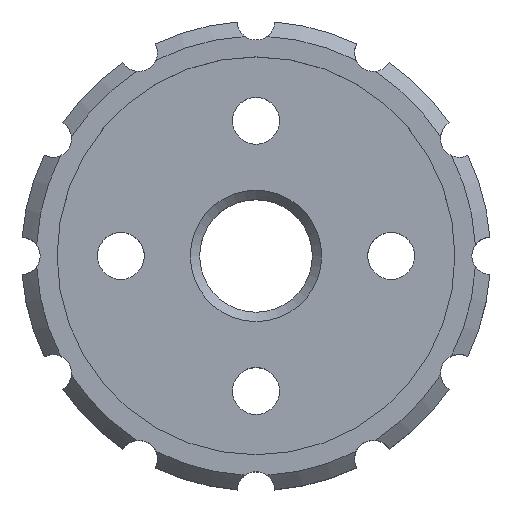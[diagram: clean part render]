
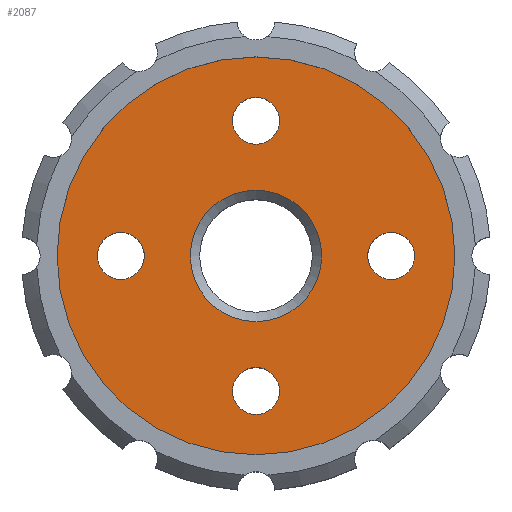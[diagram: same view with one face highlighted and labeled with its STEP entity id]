
A CAD part, top view. The second image highlights one B-rep face of the part: STEP entity #2087.
In plain terms, the highlighted planar face has unit normal (0, 0, 1).
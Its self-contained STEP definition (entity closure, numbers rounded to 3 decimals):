
#21=FACE_BOUND('',#611,.T.);
#22=FACE_BOUND('',#612,.T.);
#23=FACE_BOUND('',#613,.T.);
#24=FACE_BOUND('',#614,.T.);
#25=FACE_BOUND('',#615,.T.);
#75=PLANE('',#2350);
#489=FACE_OUTER_BOUND('',#610,.T.);
#610=EDGE_LOOP('',(#1902));
#611=EDGE_LOOP('',(#1903));
#612=EDGE_LOOP('',(#1904));
#613=EDGE_LOOP('',(#1905));
#614=EDGE_LOOP('',(#1906));
#615=EDGE_LOOP('',(#1907));
#745=CIRCLE('',#2345,3.5);
#749=CIRCLE('',#2351,10.6);
#750=CIRCLE('',#2352,1.25);
#751=CIRCLE('',#2353,1.25);
#752=CIRCLE('',#2354,1.25);
#753=CIRCLE('',#2355,1.25);
#997=VERTEX_POINT('',#4048);
#1001=VERTEX_POINT('',#4060);
#1002=VERTEX_POINT('',#4062);
#1003=VERTEX_POINT('',#4064);
#1004=VERTEX_POINT('',#4066);
#1005=VERTEX_POINT('',#4068);
#1303=EDGE_CURVE('',#997,#997,#745,.T.);
#1309=EDGE_CURVE('',#1001,#1001,#749,.T.);
#1310=EDGE_CURVE('',#1002,#1002,#750,.T.);
#1311=EDGE_CURVE('',#1003,#1003,#751,.T.);
#1312=EDGE_CURVE('',#1004,#1004,#752,.T.);
#1313=EDGE_CURVE('',#1005,#1005,#753,.T.);
#1902=ORIENTED_EDGE('',*,*,#1309,.F.);
#1903=ORIENTED_EDGE('',*,*,#1310,.F.);
#1904=ORIENTED_EDGE('',*,*,#1311,.F.);
#1905=ORIENTED_EDGE('',*,*,#1312,.F.);
#1906=ORIENTED_EDGE('',*,*,#1313,.F.);
#1907=ORIENTED_EDGE('',*,*,#1303,.F.);
#2087=ADVANCED_FACE('',(#489,#21,#22,#23,#24,#25),#75,.F.);
#2345=AXIS2_PLACEMENT_3D('',#4049,#2947,#2948);
#2350=AXIS2_PLACEMENT_3D('',#4059,#2959,#2960);
#2351=AXIS2_PLACEMENT_3D('',#4061,#2961,#2962);
#2352=AXIS2_PLACEMENT_3D('',#4063,#2963,#2964);
#2353=AXIS2_PLACEMENT_3D('',#4065,#2965,#2966);
#2354=AXIS2_PLACEMENT_3D('',#4067,#2967,#2968);
#2355=AXIS2_PLACEMENT_3D('',#4069,#2969,#2970);
#2947=DIRECTION('center_axis',(0.,0.,1.));
#2948=DIRECTION('ref_axis',(-1.,0.,0.));
#2959=DIRECTION('center_axis',(0.,0.,-1.));
#2960=DIRECTION('ref_axis',(-1.,0.,0.));
#2961=DIRECTION('center_axis',(0.,0.,-1.));
#2962=DIRECTION('ref_axis',(-1.,0.,0.));
#2963=DIRECTION('center_axis',(0.,0.,1.));
#2964=DIRECTION('ref_axis',(-1.,0.,0.));
#2965=DIRECTION('center_axis',(0.,0.,1.));
#2966=DIRECTION('ref_axis',(-1.,0.,0.));
#2967=DIRECTION('center_axis',(0.,0.,1.));
#2968=DIRECTION('ref_axis',(-1.,0.,0.));
#2969=DIRECTION('center_axis',(0.,0.,1.));
#2970=DIRECTION('ref_axis',(-1.,0.,0.));
#4048=CARTESIAN_POINT('',(3.5,0.,8.));
#4049=CARTESIAN_POINT('Origin',(0.,0.,8.));
#4059=CARTESIAN_POINT('Origin',(0.,0.,8.));
#4060=CARTESIAN_POINT('',(10.6,0.,8.));
#4061=CARTESIAN_POINT('Origin',(0.,0.,8.));
#4062=CARTESIAN_POINT('',(1.25,7.2,8.));
#4063=CARTESIAN_POINT('Origin',(0.,7.2,8.));
#4064=CARTESIAN_POINT('',(8.45,0.,8.));
#4065=CARTESIAN_POINT('Origin',(7.2,0.,8.));
#4066=CARTESIAN_POINT('',(-5.95,0.,8.));
#4067=CARTESIAN_POINT('Origin',(-7.2,0.,8.));
#4068=CARTESIAN_POINT('',(1.25,-7.2,8.));
#4069=CARTESIAN_POINT('Origin',(0.,-7.2,8.));
